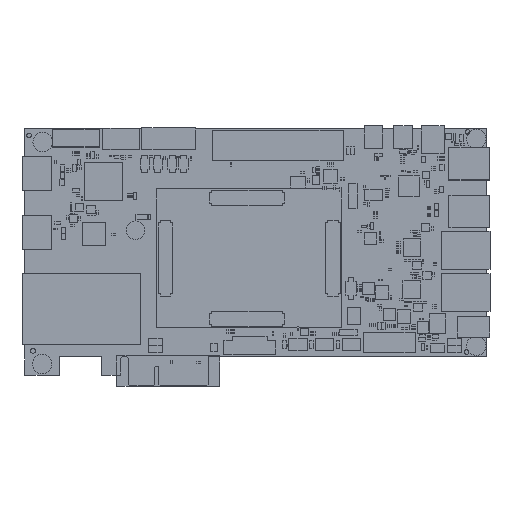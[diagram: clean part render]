
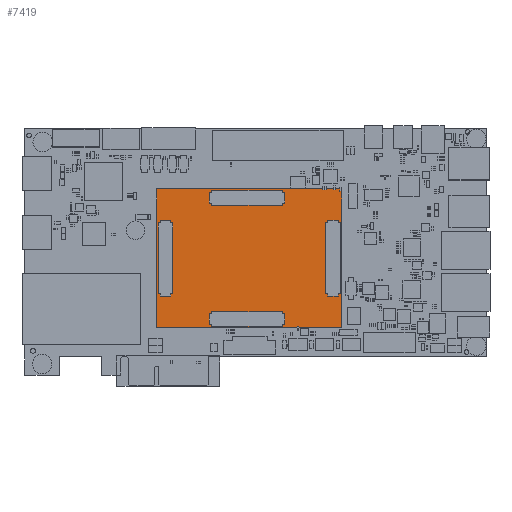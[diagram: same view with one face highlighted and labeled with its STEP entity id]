
A CAD part, top view. The second image highlights one B-rep face of the part: STEP entity #7419.
In plain terms, the highlighted planar face has unit normal (0, 0, 1).
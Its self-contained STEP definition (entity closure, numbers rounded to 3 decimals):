
#5771=FACE_OUTER_BOUND($,#6343,.F.);
#6343=EDGE_LOOP($,(#11841,#11842,#11843,#11844));
#6867=PLANE($,#9481);
#7419=ADVANCED_FACE($,(#5771),#6867,.T.);
#9481=AXIS2_PLACEMENT_3D($,#22541,#17813,$);
#11841=ORIENTED_EDGE($,*,*,#13128,.T.);
#11842=ORIENTED_EDGE($,*,*,#13129,.T.);
#11843=ORIENTED_EDGE($,*,*,#13130,.T.);
#11844=ORIENTED_EDGE($,*,*,#13131,.T.);
#13128=EDGE_CURVE($,#16539,#16540,#15568,.T.);
#13129=EDGE_CURVE($,#16540,#16541,#15569,.T.);
#13130=EDGE_CURVE($,#16541,#16542,#15570,.T.);
#13131=EDGE_CURVE($,#16542,#16539,#15571,.T.);
#14348=VECTOR($,#20781,60.152);
#14349=VECTOR($,#20782,80.152);
#14350=VECTOR($,#20783,60.152);
#14351=VECTOR($,#20784,80.152);
#15568=LINE($,#22540,#14348);
#15569=LINE($,#22541,#14349);
#15570=LINE($,#22542,#14350);
#15571=LINE($,#22543,#14351);
#16539=VERTEX_POINT($,#22540);
#16540=VERTEX_POINT($,#22541);
#16541=VERTEX_POINT($,#22542);
#16542=VERTEX_POINT($,#22543);
#17813=DIRECTION($,(0.,0.,1.));
#20781=DIRECTION($,(0.,1.,0.));
#20782=DIRECTION($,(1.,0.,0.));
#20783=DIRECTION($,(0.,-1.,0.));
#20784=DIRECTION($,(-1.,0.,0.));
#22540=CARTESIAN_POINT('',(-40.076,-30.076,0.01));
#22541=CARTESIAN_POINT('',(-40.076,30.076,0.01));
#22542=CARTESIAN_POINT('',(40.076,30.076,0.01));
#22543=CARTESIAN_POINT('',(40.076,-30.076,0.01));
